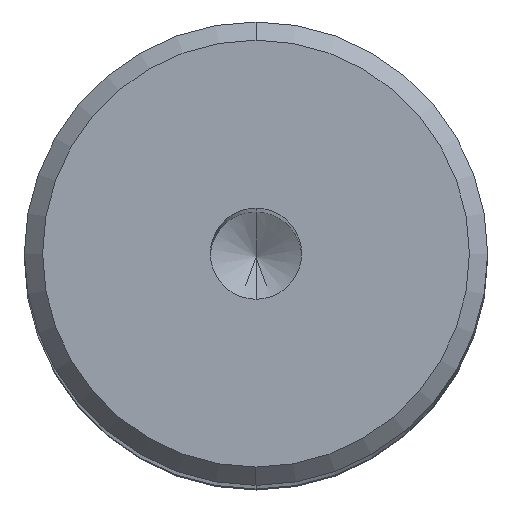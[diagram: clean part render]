
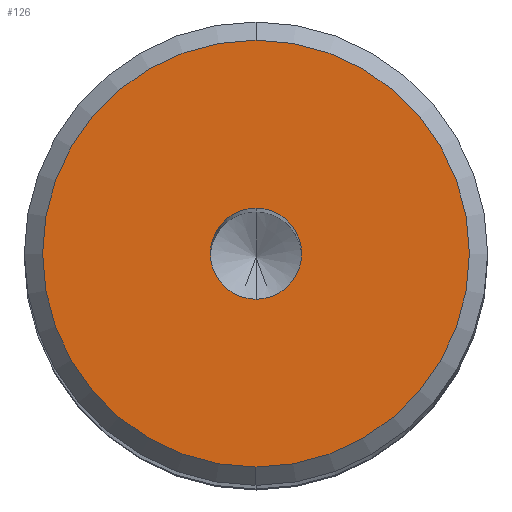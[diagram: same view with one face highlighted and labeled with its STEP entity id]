
A CAD part, top view. The second image highlights one B-rep face of the part: STEP entity #126.
In plain terms, the highlighted planar face has unit normal (0, 0, 1).
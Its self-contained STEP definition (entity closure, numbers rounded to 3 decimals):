
#53=PLANE('',#975);
#60=FACE_BOUND('',#251,.T.);
#61=FACE_BOUND('',#252,.T.);
#126=ADVANCED_FACE('',(#60,#61),#53,.F.);
#251=EDGE_LOOP('',(#509,#510));
#252=EDGE_LOOP('',(#511,#512));
#509=ORIENTED_EDGE('',*,*,#697,.F.);
#510=ORIENTED_EDGE('',*,*,#698,.F.);
#511=ORIENTED_EDGE('',*,*,#699,.F.);
#512=ORIENTED_EDGE('',*,*,#700,.F.);
#591=VERTEX_POINT('',#1565);
#592=VERTEX_POINT('',#1567);
#593=VERTEX_POINT('',#1572);
#594=VERTEX_POINT('',#1573);
#697=EDGE_CURVE('',#592,#591,#783,.T.);
#698=EDGE_CURVE('',#591,#592,#784,.T.);
#699=EDGE_CURVE('',#593,#594,#785,.T.);
#700=EDGE_CURVE('',#594,#593,#786,.T.);
#783=CIRCLE('',#970,11.7);
#784=CIRCLE('',#972,11.7);
#785=CIRCLE('',#973,2.5);
#786=CIRCLE('',#974,2.5);
#970=AXIS2_PLACEMENT_3D('',#1568,#1267,#1268);
#972=AXIS2_PLACEMENT_3D('',#1570,#1271,#1272);
#973=AXIS2_PLACEMENT_3D('',#1571,#1273,#1274);
#974=AXIS2_PLACEMENT_3D('',#1574,#1275,#1276);
#975=AXIS2_PLACEMENT_3D('',#1575,#1277,#1278);
#1267=DIRECTION('',(0.,0.,-1.));
#1268=DIRECTION('',(0.,1.,0.));
#1271=DIRECTION('',(0.,0.,-1.));
#1272=DIRECTION('',(0.,-1.,0.));
#1273=DIRECTION('',(0.,0.,1.));
#1274=DIRECTION('',(0.,-1.,0.));
#1275=DIRECTION('',(0.,0.,1.));
#1276=DIRECTION('',(0.,1.,0.));
#1277=DIRECTION('',(0.,0.,-1.));
#1278=DIRECTION('',(0.,-1.,0.));
#1565=CARTESIAN_POINT('',(0.,-11.7,0.));
#1567=CARTESIAN_POINT('',(0.,11.7,0.));
#1568=CARTESIAN_POINT('',(0.,0.,0.));
#1570=CARTESIAN_POINT('',(0.,0.,0.));
#1571=CARTESIAN_POINT('',(0.,0.,0.));
#1572=CARTESIAN_POINT('',(0.,-2.5,0.));
#1573=CARTESIAN_POINT('',(0.,2.5,0.));
#1574=CARTESIAN_POINT('',(0.,0.,0.));
#1575=CARTESIAN_POINT('',(0.,0.,0.));
